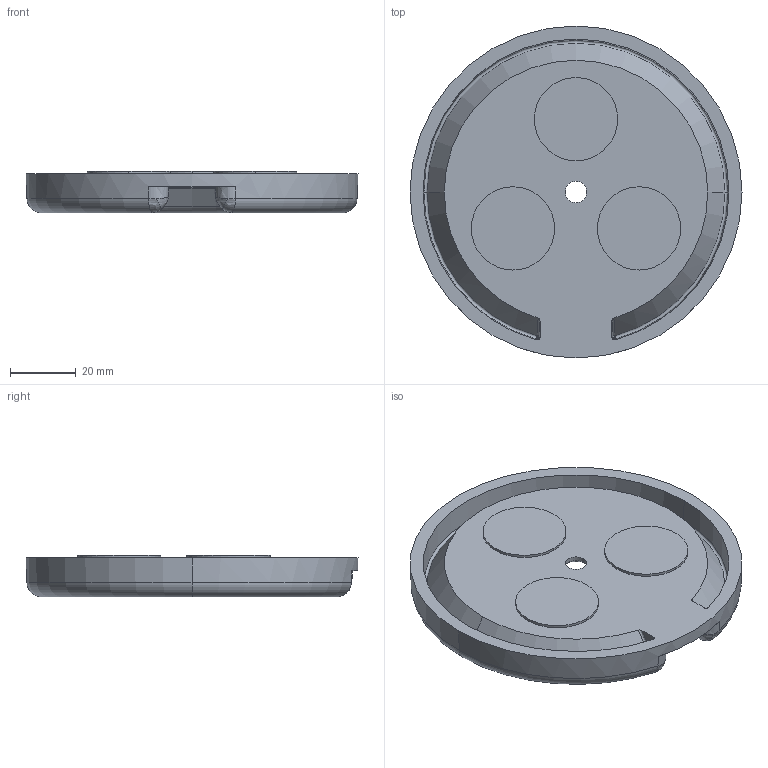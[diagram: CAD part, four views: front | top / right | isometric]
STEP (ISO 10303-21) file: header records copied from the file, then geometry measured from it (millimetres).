
FILE_DESCRIPTION (( 'STEP AP203' ), '1' );
FILE_NAME ('1033.STEP', '2014-04-22T19:00:11', ( 'jgonzalez' ), ( '' ), 'SwSTEP 2.0', 'SolidWorks 2010', '' );
FILE_SCHEMA (( 'CONFIG_CONTROL_DESIGN' ));
Length unit declared in the file: inch
Products named in the file (3): 1033; 1033P; RP32 (SET)
Assembly tree (2 placements, depth 2):
  1033
    RP32 (SET)
    1033P
Bounding box: 101.32 x 101.32 x 12.69 mm (x, y, z)
Volume: 45081.4 mm3; surface area: 27491.9 mm2
Topology: 4 solids, 4 shells, 188 faces, 386 edges, 222 vertices
Faces by surface type: cone 89, torus 44, plane 31, bspline 16, cylinder 8
Entity records: 5925 total; most frequent: CARTESIAN_POINT 1629, DIRECTION 940, ORIENTED_EDGE 764, AXIS2_PLACEMENT_3D 421, EDGE_CURVE 382, CIRCLE 244, VERTEX_POINT 222, EDGE_LOOP 210
